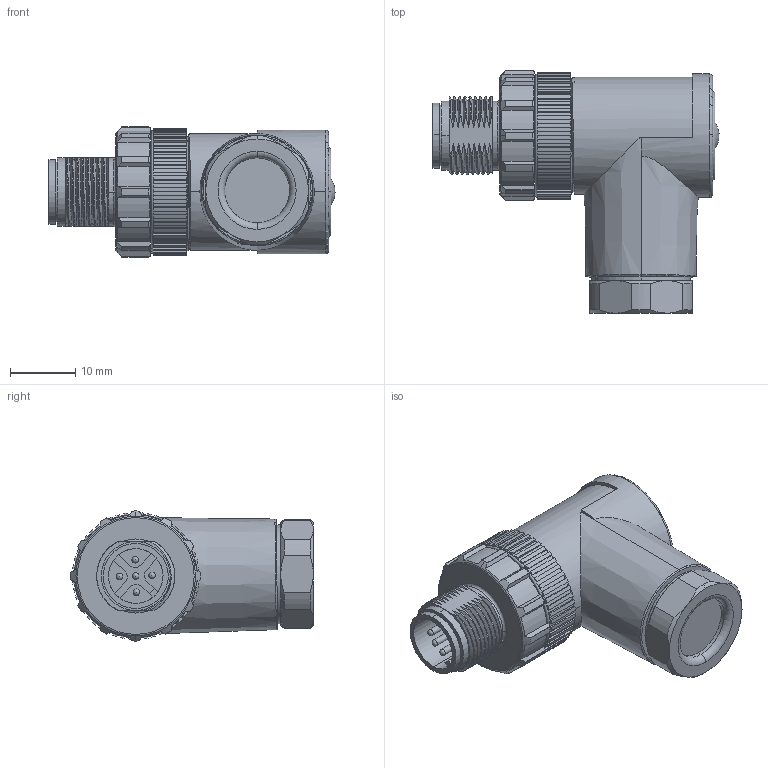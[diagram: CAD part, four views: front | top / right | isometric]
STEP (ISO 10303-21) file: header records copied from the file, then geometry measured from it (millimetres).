
FILE_DESCRIPTION(/* description */ (''),/* implementation_level */ '2;1');
FILE_NAME(/* name */ 'ELZ5112-0-9.stp',/* time_stamp */ '2023-02-23T10:43:50+08:00',/* author */ (''),/* organization */ (''),/* preprocessor_version */ 'ST-DEVELOPER v16',/* originating_system */ 'SIEMENS PLM Software NX 10.0',/* authorisation */ '');
FILE_SCHEMA (('AP203_CONFIGURATION_CONTROLLED_3D_DESIGN_OF_MECHANICAL_PARTS_AND_ASSEMBLIES_MIM_LF { 1 0 10303 403 2 1 2}'));
Length unit declared in the file: millimetre
Products named in the file (1): dell26983C8Ciccs
Bounding box: 43.98 x 37.3 x 20 mm (x, y, z)
Volume: 13641 mm3; surface area: 5085.8 mm2
Topology: 1 solids, 1 shells, 533 faces, 1459 edges, 940 vertices
Faces by surface type: plane 247, cylinder 180, bspline 43, torus 37, cone 20, sphere 6
Full cylindrical faces by diameter (mm): 1 x5, 14.3 x1
Entity records: 20421 total; most frequent: CARTESIAN_POINT 7465, ORIENTED_EDGE 2870, DIRECTION 2469, EDGE_CURVE 1435, VERTEX_POINT 928, AXIS2_PLACEMENT_3D 918, LINE 633, VECTOR 633
